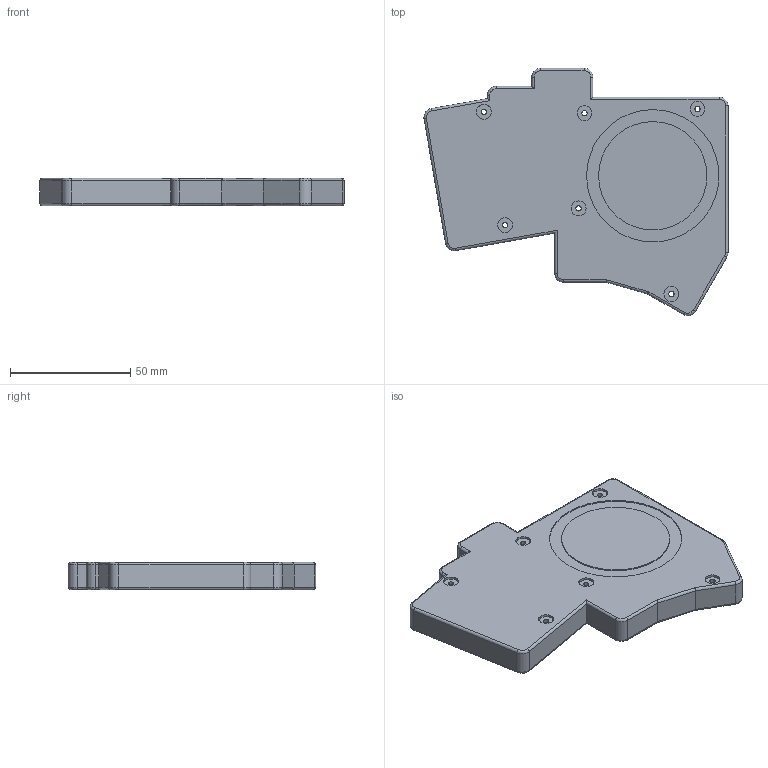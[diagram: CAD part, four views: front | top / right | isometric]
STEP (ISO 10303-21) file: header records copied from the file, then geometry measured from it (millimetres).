
FILE_DESCRIPTION(/* description */ ('STEP AP242','CAx-IF Rec.Pracs.---Representation and Presentation of Product Manufacturing Information (PMI)---4.0---2014-10-13','CAx-IF Rec.Pracs.---3D Tessellated Geometry---0.4---2014-09-14','2;1'),/* implementation_level */ '2;1');
FILE_NAME(/* name */ '66aa87ac9008fa4e8dc689ff',/* time_stamp */ '2024-07-31T18:51:26Z',/* author */ (''),/* organization */ (''),/* preprocessor_version */ 'ST-DEVELOPER v20',/* originating_system */ ' ',/* authorisation */ ' ');
FILE_SCHEMA (('AP242_MANAGED_MODEL_BASED_3D_ENGINEERING_MIM_LF { 1 0 10303 442 1 1 4 }'));
Length unit declared in the file: metre
Products named in the file (1): split36_rev4_PCB
Bounding box: 126.4 x 102.85 x 11.4 mm (x, y, z)
Volume: 30984.7 mm3; surface area: 26551 mm2
Topology: 1 solids, 1 shells, 191 faces, 458 edges, 274 vertices
Faces by surface type: cylinder 112, plane 45, torus 30, sphere 4
Entity records: 5574 total; most frequent: DIRECTION 1066, CARTESIAN_POINT 942, ORIENTED_EDGE 908, EDGE_CURVE 454, AXIS2_PLACEMENT_3D 426, VERTEX_POINT 274, CIRCLE 215, LINE 214
